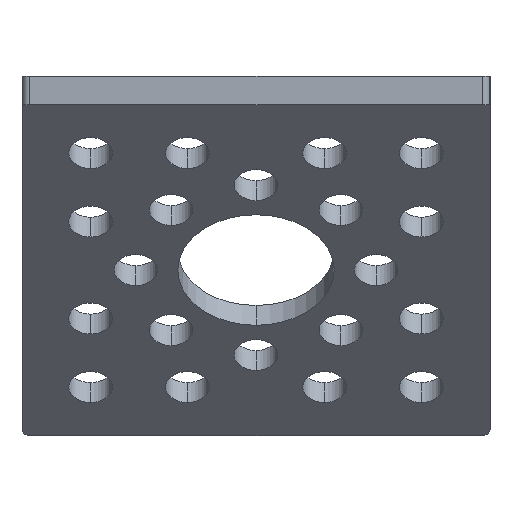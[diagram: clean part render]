
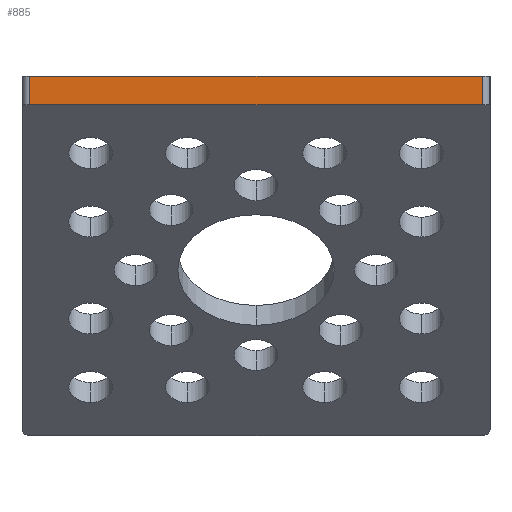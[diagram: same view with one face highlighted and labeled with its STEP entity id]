
A CAD part, left-side view. The second image highlights one B-rep face of the part: STEP entity #885.
In plain terms, the highlighted planar face has unit normal (-1, 0, 0).
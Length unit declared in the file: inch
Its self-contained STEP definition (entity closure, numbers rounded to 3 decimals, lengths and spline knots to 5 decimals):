
#18 = VECTOR ( 'NONE', #1974, 39.37008 ) ;
#45 = DIRECTION ( 'NONE',  ( 0., 0., -1. ) ) ;
#181 = VERTEX_POINT ( 'NONE', #2962 ) ;
#364 = DIRECTION ( 'NONE',  ( 0., -1., 0. ) ) ;
#433 = EDGE_CURVE ( 'NONE', #3546, #1983, #815, .T. ) ;
#551 = VERTEX_POINT ( 'NONE', #1532 ) ;
#668 = VECTOR ( 'NONE', #1550, 39.37008 ) ;
#815 = LINE ( 'NONE', #3368, #18 ) ;
#885 = ADVANCED_FACE ( 'NONE', ( #3497 ), #3327, .F. ) ;
#1032 = EDGE_LOOP ( 'NONE', ( #1916, #2096, #2934, #3215 ) ) ;
#1290 = LINE ( 'NONE', #2436, #668 ) ;
#1313 = CARTESIAN_POINT ( 'NONE',  ( 0., 1.475, 0. ) ) ;
#1387 = LINE ( 'NONE', #3150, #3503 ) ;
#1532 = CARTESIAN_POINT ( 'NONE',  ( 0., 0.025, -0.09 ) ) ;
#1550 = DIRECTION ( 'NONE',  ( 0., 0., 1. ) ) ;
#1623 = AXIS2_PLACEMENT_3D ( 'NONE', #2780, #1667, #45 ) ;
#1667 = DIRECTION ( 'NONE',  ( 1., 0., 0. ) ) ;
#1747 = EDGE_CURVE ( 'NONE', #551, #181, #1290, .T. ) ;
#1916 = ORIENTED_EDGE ( 'NONE', *, *, #2653, .F. ) ;
#1974 = DIRECTION ( 'NONE',  ( 0., 0., -1. ) ) ;
#1983 = VERTEX_POINT ( 'NONE', #2520 ) ;
#2096 = ORIENTED_EDGE ( 'NONE', *, *, #433, .T. ) ;
#2264 = CARTESIAN_POINT ( 'NONE',  ( 0., 1.5, -0.09 ) ) ;
#2436 = CARTESIAN_POINT ( 'NONE',  ( 0., 0.025, -0.09 ) ) ;
#2468 = LINE ( 'NONE', #2264, #3130 ) ;
#2520 = CARTESIAN_POINT ( 'NONE',  ( 0., 1.475, -0.09 ) ) ;
#2653 = EDGE_CURVE ( 'NONE', #3546, #181, #1387, .T. ) ;
#2780 = CARTESIAN_POINT ( 'NONE',  ( 0., 1.5, -0.09 ) ) ;
#2876 = DIRECTION ( 'NONE',  ( 0., -1., 0. ) ) ;
#2934 = ORIENTED_EDGE ( 'NONE', *, *, #3195, .T. ) ;
#2962 = CARTESIAN_POINT ( 'NONE',  ( 0., 0.025, 0. ) ) ;
#3130 = VECTOR ( 'NONE', #364, 39.37008 ) ;
#3150 = CARTESIAN_POINT ( 'NONE',  ( 0., 1.5, 0. ) ) ;
#3195 = EDGE_CURVE ( 'NONE', #1983, #551, #2468, .T. ) ;
#3215 = ORIENTED_EDGE ( 'NONE', *, *, #1747, .T. ) ;
#3327 = PLANE ( 'NONE',  #1623 ) ;
#3368 = CARTESIAN_POINT ( 'NONE',  ( 0., 1.475, -0.09 ) ) ;
#3497 = FACE_OUTER_BOUND ( 'NONE', #1032, .T. ) ;
#3503 = VECTOR ( 'NONE', #2876, 39.37008 ) ;
#3546 = VERTEX_POINT ( 'NONE', #1313 ) ;
